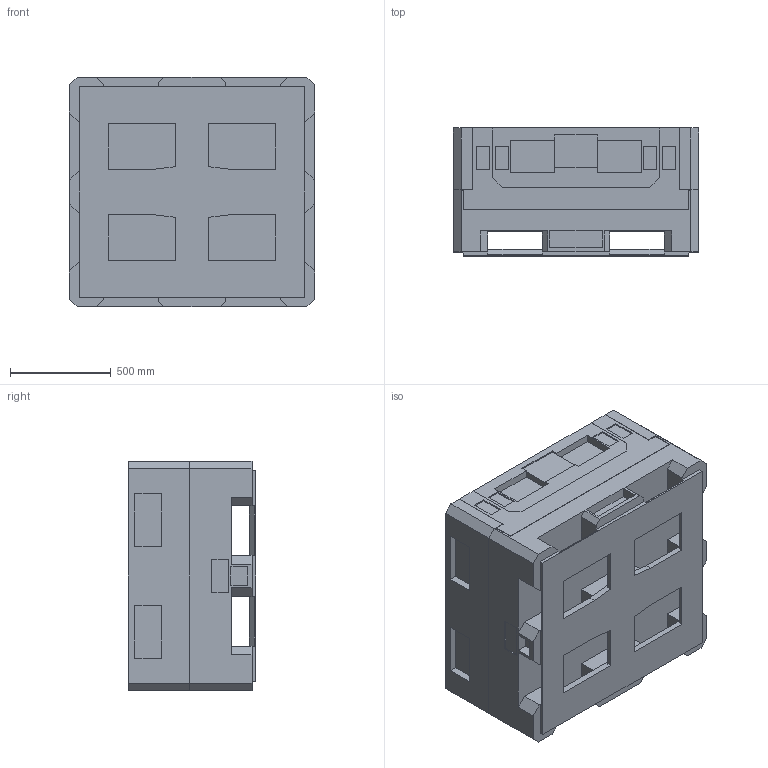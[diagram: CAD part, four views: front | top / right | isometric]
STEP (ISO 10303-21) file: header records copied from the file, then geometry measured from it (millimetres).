
FILE_DESCRIPTION((''),'2;1');
FILE_NAME('103733WSM_ASM','2025-06-20T15:11:29',('SYSTEM'),(''),'CREO PARAMETRIC BY PTC INC, 2023294','CREO PARAMETRIC BY PTC INC, 2023294','');
FILE_SCHEMA(('CONFIG_CONTROL_DESIGN'));
Length unit declared in the file: inch
Products named in the file (6): 109283SM; 103585SM; 103587SM; 103892SM; 103573SM; 103733WSM_ASM
Assembly tree (6 placements, depth 2):
  103733WSM_ASM
    109283SM
    103585SM
    103587SM
    103892SM
    103573SM  x2
Bounding box: 1219.2 x 635 x 1143 mm (x, y, z)
Volume: 177758135.8 mm3; surface area: 10905661.9 mm2
Topology: 6 solids, 6 shells, 928 faces, 2685 edges, 1774 vertices
Faces by surface type: plane 732, cylinder 174, extrusion 22
Entity records: 30253 total; most frequent: CARTESIAN_POINT 8610, ORIENTED_EDGE 4864, DIRECTION 3781, EDGE_CURVE 2432, VECTOR 2107, LINE 2085, VERTEX_POINT 1604, EDGE_LOOP 866
